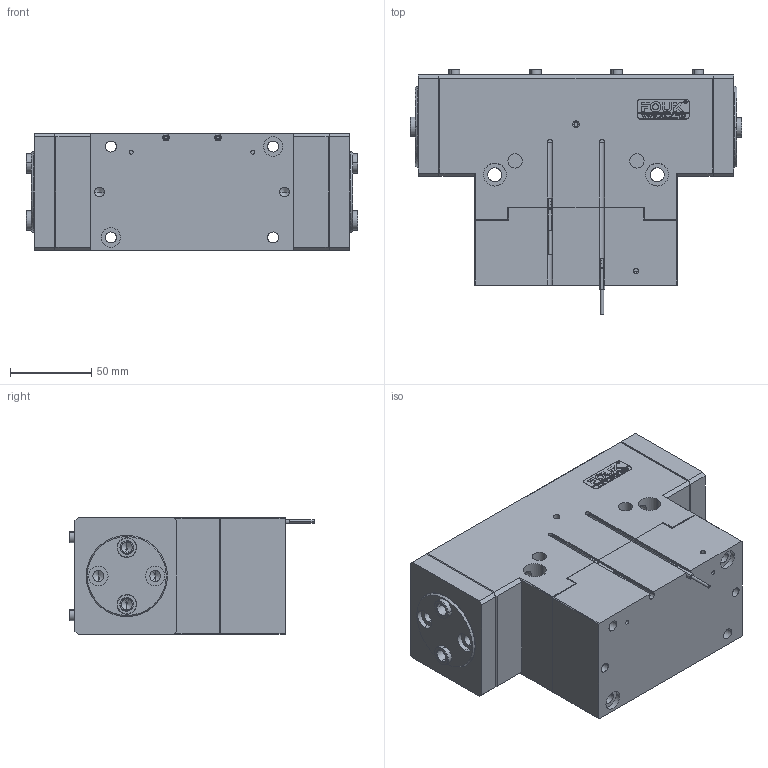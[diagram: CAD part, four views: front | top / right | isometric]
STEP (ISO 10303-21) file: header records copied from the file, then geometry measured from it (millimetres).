
FILE_DESCRIPTION (( 'STEP AP203' ), '1' );
FILE_NAME ('TRF72 標蛈 NC.STEP', '2025-08-26T07:23:09', ( 'USER-' ), ( 'Microsoft' ), 'SwSTEP 2.0', 'SolidWorks 2018', '' );
FILE_SCHEMA (( 'CONFIG_CONTROL_DESIGN' ));
Length unit declared in the file: millimetre
Products named in the file (17): TRF72-M-01 喘倛褲极; TRF72-04 奻葡裔啣; hexagon socket head cap screws gb(GB_FASTENER_SCREWS_HSHCS M4X8-N); TRF72 標蛈 NC; 32x12-R2; ﾏ擎ﾗ12｡ﾁ8｡ﾁ6; TRF72-02 耜猾极; FR72-192-M-22B 晊扥极; TRF72-01 忒硌薊极; 棠羲換覜ん
Assembly tree (22 placements, depth 2):
  TRF72 標蛈 NC
    TRF72-M-01 喘倛褲极
    TRF72-01 忒硌薊极  x2
    TRF72-02 耜猾极  x2
    TRF72-04 奻葡裔啣
    hexagon socket head cap screws gb(GB_FASTENER_SCREWS_HSHCS M4X8-N)
    hexagon socket head cap screws gb(GB_FASTENER_SCREWS_HSHCS M4X8-N)
    hexagon socket head cap screws gb(GB_FASTENER_SCREWS_HSHCS M4X8-N)
    hexagon socket head cap screws gb(GB_FASTENER_SCREWS_HSHCS M4X8-N)
    hexagon socket head cap screws gb(GB_FASTENER_SCREWS_HSHCS M4X8-N)
    hexagon socket head cap screws gb(GB_FASTENER_SCREWS_HSHCS M4X8-N)
    hexagon socket head cap screws gb(GB_FASTENER_SCREWS_HSHCS M4X8-N)
    hexagon socket head cap screws gb(GB_FASTENER_SCREWS_HSHCS M4X8-N)
    ﾏ擎ﾗ12｡ﾁ8｡ﾁ6  x4
    32x12-R2
    棠羲換覜ん  x2
    FR72-192-M-22B 晊扥极
Bounding box: 204 x 150.34 x 72 mm (x, y, z)
Volume: 1234981.7 mm3; surface area: 211864.9 mm2
Topology: 35 solids, 35 shells, 1372 faces, 3517 edges, 2231 vertices
Faces by surface type: plane 682, cylinder 381, bspline 155, cone 154
Entity records: 45832 total; most frequent: CARTESIAN_POINT 13652, ORIENTED_EDGE 6412, DIRECTION 5913, EDGE_CURVE 3206, VERTEX_POINT 2089, LINE 2081, VECTOR 2081, AXIS2_PLACEMENT_3D 1916
